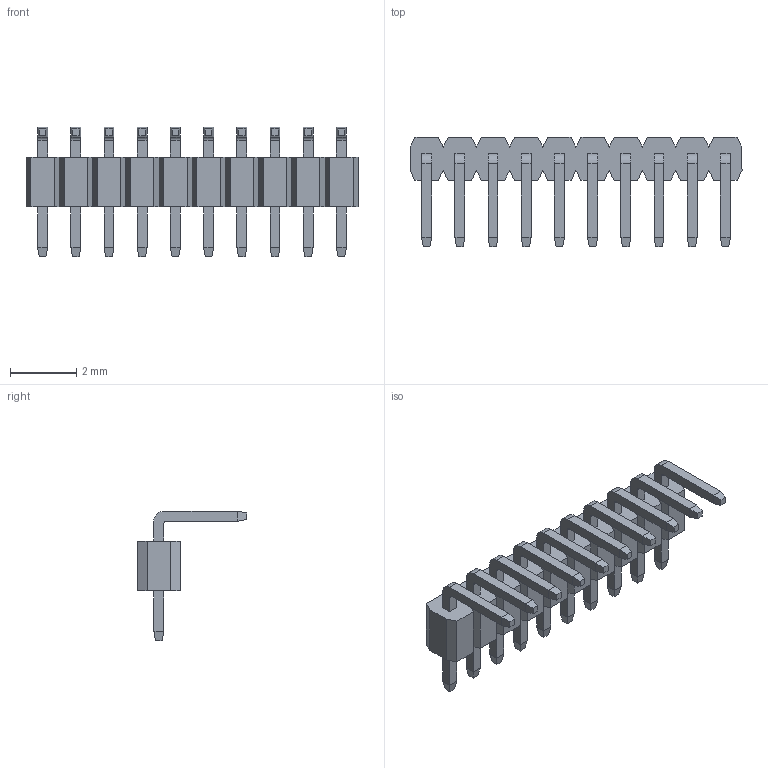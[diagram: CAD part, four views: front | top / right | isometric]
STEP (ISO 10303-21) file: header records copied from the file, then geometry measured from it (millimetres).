
FILE_DESCRIPTION (( 'STEP AP214' ), '1' );
FILE_NAME ('FPH10027-S10B1014010403B-REF.STEP', '2025-10-09T08:27:32', ( '' ), ( '' ), 'SwSTEP 2.0', 'SolidWorks 2021', '' );
FILE_SCHEMA (( 'AUTOMOTIVE_DESIGN' ));
Length unit declared in the file: millimetre
Products named in the file (1): FPH10027-S10B1014010403B-REF
Bounding box: 10 x 3.3 x 3.9 mm (x, y, z)
Volume: 22.4 mm3; surface area: 123.3 mm2
Topology: 1 solids, 1 shells, 284 faces, 706 edges, 444 vertices
Faces by surface type: plane 264, cylinder 20
Entity records: 8224 total; most frequent: CARTESIAN_POINT 1435, ORIENTED_EDGE 1412, DIRECTION 1316, EDGE_CURVE 706, LINE 666, VECTOR 666, VERTEX_POINT 444, AXIS2_PLACEMENT_3D 325
